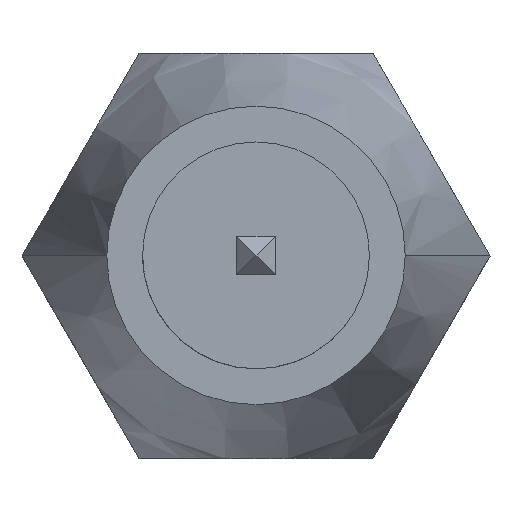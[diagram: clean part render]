
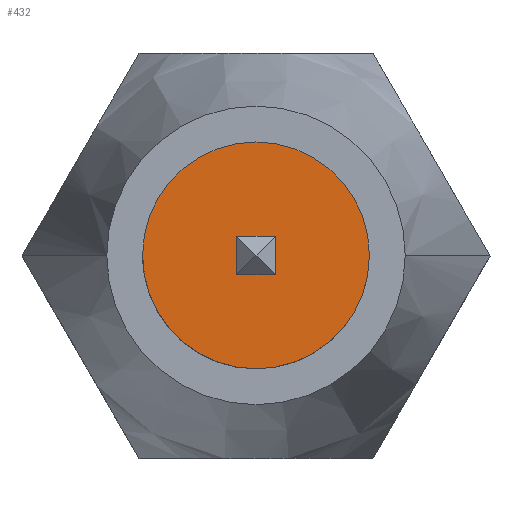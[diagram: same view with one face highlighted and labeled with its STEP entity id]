
A CAD part, top view. The second image highlights one B-rep face of the part: STEP entity #432.
In plain terms, the highlighted planar face has unit normal (0, 0, 1).
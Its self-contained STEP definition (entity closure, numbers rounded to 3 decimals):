
#226=EDGE_CURVE('',#426,#238,#601,.T.);
#230=EDGE_CURVE('',#238,#468,#605,.T.);
#238=VERTEX_POINT('',#615);
#286=EDGE_CURVE('',#546,#414,#665,.T.);
#344=EDGE_CURVE('',#468,#426,#729,.T.);
#386=EDGE_CURVE('',#414,#500,#776,.T.);
#394=EDGE_CURVE('',#500,#464,#785,.T.);
#404=EDGE_CURVE('',#464,#546,#797,.T.);
#414=VERTEX_POINT('',#807);
#426=VERTEX_POINT('',#820);
#432=ADVANCED_FACE('',(#826,#827),#828,.T.);
#464=VERTEX_POINT('',#863);
#468=VERTEX_POINT('',#867);
#500=VERTEX_POINT('',#903);
#546=VERTEX_POINT('',#954);
#601=CIRCLE('',#1008,4.75);
#605=CIRCLE('',#1023,4.75);
#615=CARTESIAN_POINT('',(-4.682,-0.8,20.0));
#665=LINE('',#1124,#1125);
#729=CIRCLE('',#1260,4.75);
#776=LINE('',#1345,#1346);
#785=LINE('',#1359,#1360);
#797=LINE('',#1376,#1377);
#807=CARTESIAN_POINT('',(-0.8,0.8,20.0));
#820=CARTESIAN_POINT('',(4.75,0.,20.0));
#826=FACE_BOUND('',#1410,.T.);
#827=FACE_OUTER_BOUND('',#1411,.T.);
#828=PLANE('',#1412);
#863=CARTESIAN_POINT('',(0.8,-0.8,20.0));
#867=CARTESIAN_POINT('',(-4.75,0.,20.0));
#903=CARTESIAN_POINT('',(0.8,0.8,20.0));
#954=CARTESIAN_POINT('',(-0.8,-0.8,20.0));
#1008=AXIS2_PLACEMENT_3D('',#1713,#1714,#1715);
#1023=AXIS2_PLACEMENT_3D('',#1716,#1717,#1718);
#1124=CARTESIAN_POINT('',(-0.8,0.,20.0));
#1125=VECTOR('',#1789,1.0);
#1260=AXIS2_PLACEMENT_3D('',#1858,#1859,#1860);
#1345=CARTESIAN_POINT('',(-1.187,0.8,20.0));
#1346=VECTOR('',#1908,1.0);
#1359=CARTESIAN_POINT('',(0.8,0.,20.0));
#1360=VECTOR('',#1920,1.0);
#1376=CARTESIAN_POINT('',(-1.187,-0.8,20.0));
#1377=VECTOR('',#1933,1.0);
#1410=EDGE_LOOP('',(#1948,#1949,#1950,#1951));
#1411=EDGE_LOOP('',(#1952,#1953,#1954));
#1412=AXIS2_PLACEMENT_3D('',#1955,#1956,#1957);
#1713=CARTESIAN_POINT('',(0.,0.,20.0));
#1714=DIRECTION('',(-0.0,0.0,-1.0));
#1715=DIRECTION('',(-1.0,0.,0.0));
#1716=CARTESIAN_POINT('',(0.,0.,20.0));
#1717=DIRECTION('',(-0.0,0.0,-1.0));
#1718=DIRECTION('',(-1.0,0.,0.0));
#1789=DIRECTION('',(0.,1.0,0.0));
#1858=CARTESIAN_POINT('',(0.,0.,20.0));
#1859=DIRECTION('',(-0.0,0.0,-1.0));
#1860=DIRECTION('',(-1.0,0.,0.0));
#1908=DIRECTION('',(1.0,0.0,0.0));
#1920=DIRECTION('',(0.,-1.0,0.0));
#1933=DIRECTION('',(-1.0,0.,0.0));
#1948=ORIENTED_EDGE('',*,*,#386,.T.);
#1949=ORIENTED_EDGE('',*,*,#394,.T.);
#1950=ORIENTED_EDGE('',*,*,#404,.T.);
#1951=ORIENTED_EDGE('',*,*,#286,.T.);
#1952=ORIENTED_EDGE('',*,*,#230,.F.);
#1953=ORIENTED_EDGE('',*,*,#226,.F.);
#1954=ORIENTED_EDGE('',*,*,#344,.F.);
#1955=CARTESIAN_POINT('',(-2.375,0.,20.0));
#1956=DIRECTION('',(0.0,0.0,1.0));
#1957=DIRECTION('',(-1.0,0.,0.0));
